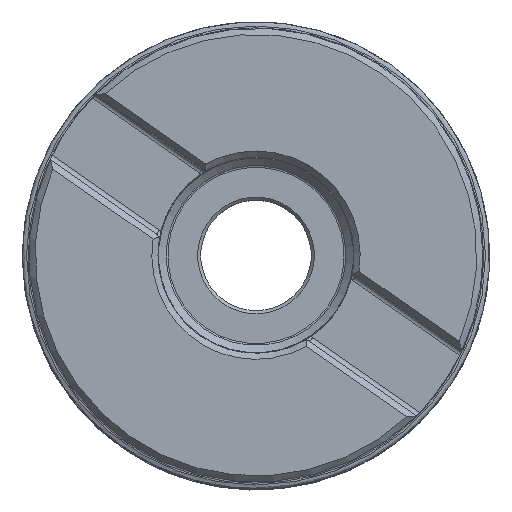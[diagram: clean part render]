
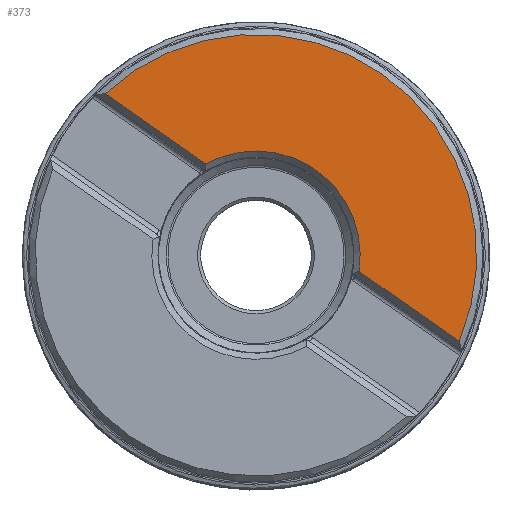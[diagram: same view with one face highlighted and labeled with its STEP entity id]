
A CAD part, top view. The second image highlights one B-rep face of the part: STEP entity #373.
In plain terms, the highlighted planar face has unit normal (0, 0, 1).
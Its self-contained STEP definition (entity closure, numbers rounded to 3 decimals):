
#373=ADVANCED_FACE('',(#487),#471,.T.);
#471=PLANE('',#1417);
#487=FACE_OUTER_BOUND('',#525,.T.);
#525=EDGE_LOOP('',(#752,#753,#754,#755));
#683=CIRCLE('',#1415,35.973);
#684=CIRCLE('',#1416,16.974);
#752=ORIENTED_EDGE('',*,*,#1185,.F.);
#753=ORIENTED_EDGE('',*,*,#1186,.T.);
#754=ORIENTED_EDGE('',*,*,#1187,.F.);
#755=ORIENTED_EDGE('',*,*,#1188,.T.);
#1066=VERTEX_POINT('',#1914);
#1067=VERTEX_POINT('',#1915);
#1068=VERTEX_POINT('',#1917);
#1069=VERTEX_POINT('',#1919);
#1185=EDGE_CURVE('',#1066,#1067,#1342,.T.);
#1186=EDGE_CURVE('',#1066,#1068,#683,.T.);
#1187=EDGE_CURVE('',#1069,#1068,#1343,.T.);
#1188=EDGE_CURVE('',#1069,#1067,#684,.T.);
#1342=LINE('',#1913,#1378);
#1343=LINE('',#1918,#1379);
#1378=VECTOR('',#1559,1.);
#1379=VECTOR('',#1562,1.);
#1415=AXIS2_PLACEMENT_3D('',#1916,#1560,#1561);
#1416=AXIS2_PLACEMENT_3D('',#1920,#1563,#1564);
#1417=AXIS2_PLACEMENT_3D('',#1921,#1565,#1566);
#1559=DIRECTION('',(-0.819,0.574,0.));
#1560=DIRECTION('',(0.,0.,1.));
#1561=DIRECTION('',(1.,0.,0.));
#1562=DIRECTION('',(-0.819,0.574,0.));
#1563=DIRECTION('',(0.,0.,-1.));
#1564=DIRECTION('',(-0.574,-0.819,0.));
#1565=DIRECTION('',(0.,0.,1.));
#1566=DIRECTION('',(1.,0.,0.));
#1913=CARTESIAN_POINT('',(34.407,-14.963,0.));
#1914=CARTESIAN_POINT('',(33.113,-14.057,0.));
#1915=CARTESIAN_POINT('',(16.771,-2.615,0.));
#1916=CARTESIAN_POINT('',(0.,0.,0.));
#1917=CARTESIAN_POINT('',(-24.535,26.308,0.));
#1918=CARTESIAN_POINT('',(34.407,-14.963,0.));
#1919=CARTESIAN_POINT('',(-8.194,14.865,0.));
#1920=CARTESIAN_POINT('',(0.,0.,0.));
#1921=CARTESIAN_POINT('',(0.,0.,0.));
